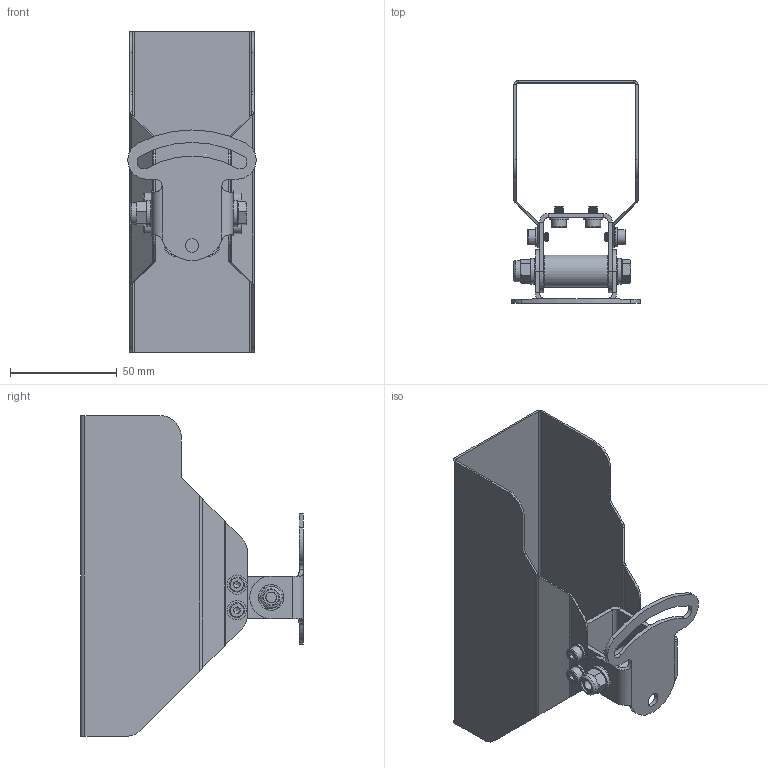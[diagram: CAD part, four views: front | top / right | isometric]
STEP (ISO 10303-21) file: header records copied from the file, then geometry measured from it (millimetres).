
FILE_DESCRIPTION (( 'STEP AP214' ), '1' );
FILE_NAME ('9P029 MF-Dach-ohne-PI.STEP', '2017-02-23T14:02:41', ( 'qwe' ), ( '' ), 'SwSTEP 2.0', 'SolidWorks 2017', '' );
FILE_SCHEMA (( 'AUTOMOTIVE_DESIGN' ));
Length unit declared in the file: millimetre
Products named in the file (15): 1P032 Drehteller; 9P029 MF-Dach-ohne-PI; plain washer grade a_din_Washer DIN 125 - A 4.3; prevailing torque nut style 1 insert_din_DIN EN ISO 7040 - M6 - N; 1P033 Wetterschutzblech; plain washer grade a_din_Washer DIN 125 - A 6.4; 61421 Zylinderschraube ISK DIN 912-.A2 M4x6 _DIN 912 M4 x 6 --- 6S; 9P028 Montagefuß-PI; 61490  Scheibe DIN 125 A2 A-4,3_Scheibe DIN 125 - A2 A 4.3; 62610 Distanzhülse M6_10x30 Ni; 61495 Federscheibe DIN 137 B4 VZ_Federscheibe DIN 137 A2 B4 ; socket head cap screw_din_DIN 912 M4 x 6 --- 6S; 1P031 Kippwinkel; hex bolt gradec_iso_ISO 4016 - M6 x 45 x 18-WS; wave spring lock washer_din_DIN 137-B6-FSt
Assembly tree (27 placements, depth 3):
  9P029 MF-Dach-ohne-PI
    1P033 Wetterschutzblech
    61421 Zylinderschraube ISK DIN 912-.A2 M4x6 _DIN 912 M4 x 6 --- 6S  x4
    61490  Scheibe DIN 125 A2 A-4,3_Scheibe DIN 125 - A2 A 4.3  x4
    61495 Federscheibe DIN 137 B4 VZ_Federscheibe DIN 137 A2 B4   x4
    9P028 Montagefuß-PI
      1P031 Kippwinkel
      1P032 Drehteller
      socket head cap screw_din_DIN 912 M4 x 6 --- 6S  x2
      62610 Distanzhülse M6_10x30 Ni
      hex bolt gradec_iso_ISO 4016 - M6 x 45 x 18-WS
      wave spring lock washer_din_DIN 137-B6-FSt  x2
      prevailing torque nut style 1 insert_din_DIN EN ISO 7040 - M6 - N
      plain washer grade a_din_Washer DIN 125 - A 6.4  x2
      plain washer grade a_din_Washer DIN 125 - A 4.3  x2
Bounding box: 59.95 x 104.02 x 150 mm (x, y, z)
Volume: 44313.5 mm3; surface area: 72793.8 mm2
Topology: 26 solids, 26 shells, 552 faces, 1171 edges, 679 vertices
Faces by surface type: plane 218, cylinder 159, cone 148, bspline 14, torus 13
Full cylindrical faces by diameter (mm): 3.3 x4, 4 x36, 4.3 x16, 5 x1, 6 x20, 6.4 x6, 6.5 x4, 7 x6, 7.143 x1, 9 x10, 10 x2, 12 x4, 15 x1
Entity records: 10185 total; most frequent: CARTESIAN_POINT 2147, DIRECTION 1610, ORIENTED_EDGE 1260, AXIS2_PLACEMENT_3D 673, EDGE_CURVE 630, EDGE_LOOP 558, VERTEX_POINT 440, FACE_OUTER_BOUND 434
